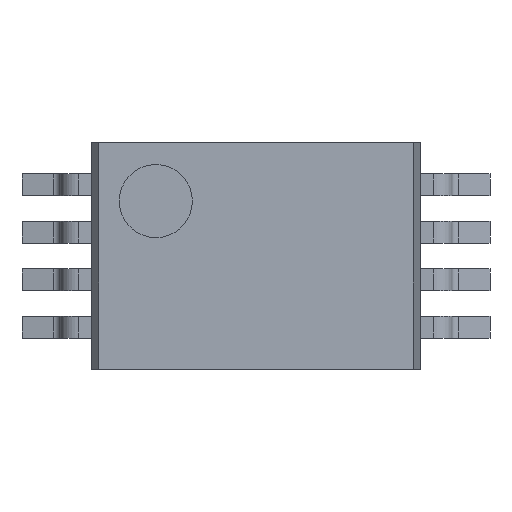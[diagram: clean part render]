
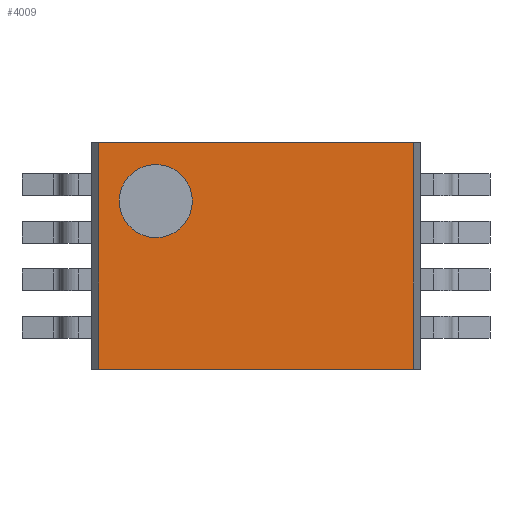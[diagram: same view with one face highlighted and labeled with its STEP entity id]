
A CAD part, top view. The second image highlights one B-rep face of the part: STEP entity #4009.
In plain terms, the highlighted planar face has unit normal (0, 0, 1).
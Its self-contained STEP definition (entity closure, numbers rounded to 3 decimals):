
#3799=CARTESIAN_POINT('',(-0.871,0.75,1.2));
#3800=VERTEX_POINT('',#3799);
#3809=CARTESIAN_POINT('',(-1.871,0.75,1.2));
#3810=VERTEX_POINT('',#3809);
#3811=CARTESIAN_POINT('',(-1.371,0.75,1.2));
#3812=DIRECTION('',(0.0,0.0,-1.0));
#3813=DIRECTION('',(1.0,0.0,0.0));
#3814=AXIS2_PLACEMENT_3D('',#3811,#3812,#3813);
#3815=CIRCLE('',#3814,0.5);
#3816=EDGE_CURVE('',#3810,#3800,#3815,.T.);
#3943=CARTESIAN_POINT('',(-2.153,1.55,1.2));
#3944=VERTEX_POINT('',#3943);
#3952=CARTESIAN_POINT('',(-2.153,-1.55,1.2));
#3953=VERTEX_POINT('',#3952);
#3960=CARTESIAN_POINT('',(-2.153,1.55,1.2));
#3961=DIRECTION('',(0.0,-1.0,0.0));
#3962=VECTOR('',#3961,3.1);
#3963=LINE('',#3960,#3962);
#3964=EDGE_CURVE('',#3953,#3944,#3963,.F.);
#3969=CARTESIAN_POINT('',(2.171,-6.35,1.2));
#3970=DIRECTION('',(0.0,0.0,1.0));
#3971=DIRECTION('',(0.0,-1.0,0.0));
#3972=AXIS2_PLACEMENT_3D('',#3969,#3970,#3971);
#3973=PLANE('',#3972);
#3974=CARTESIAN_POINT('',(2.153,1.55,1.2));
#3975=VERTEX_POINT('',#3974);
#3976=CARTESIAN_POINT('',(2.153,1.55,1.2));
#3977=DIRECTION('',(-1.0,0.0,0.0));
#3978=VECTOR('',#3977,4.306);
#3979=LINE('',#3976,#3978);
#3980=EDGE_CURVE('',#3975,#3944,#3979,.T.);
#3981=ORIENTED_EDGE('',*,*,#3980,.T.);
#3982=ORIENTED_EDGE('',*,*,#3964,.F.);
#3983=CARTESIAN_POINT('',(2.153,-1.55,1.2));
#3984=VERTEX_POINT('',#3983);
#3985=CARTESIAN_POINT('',(2.153,-1.55,1.2));
#3986=DIRECTION('',(-1.0,0.0,0.0));
#3987=VECTOR('',#3986,4.306);
#3988=LINE('',#3985,#3987);
#3989=EDGE_CURVE('',#3984,#3953,#3988,.T.);
#3990=ORIENTED_EDGE('',*,*,#3989,.F.);
#3991=CARTESIAN_POINT('',(2.153,-1.55,1.2));
#3992=DIRECTION('',(0.0,1.0,0.0));
#3993=VECTOR('',#3992,3.1);
#3994=LINE('',#3991,#3993);
#3995=EDGE_CURVE('',#3984,#3975,#3994,.T.);
#3996=ORIENTED_EDGE('',*,*,#3995,.T.);
#3997=EDGE_LOOP('',(#3981,#3982,#3990,#3996));
#3998=FACE_OUTER_BOUND('',#3997,.T.);
#3999=CARTESIAN_POINT('',(-1.371,0.75,1.2));
#4000=DIRECTION('',(0.0,0.0,-1.0));
#4001=DIRECTION('',(1.0,0.0,0.0));
#4002=AXIS2_PLACEMENT_3D('',#3999,#4000,#4001);
#4003=CIRCLE('',#4002,0.5);
#4004=EDGE_CURVE('',#3800,#3810,#4003,.T.);
#4005=ORIENTED_EDGE('',*,*,#4004,.T.);
#4006=ORIENTED_EDGE('',*,*,#3816,.T.);
#4007=EDGE_LOOP('',(#4005,#4006));
#4008=FACE_BOUND('',#4007,.T.);
#4009=ADVANCED_FACE('',(#3998,#4008),#3973,.T.);
